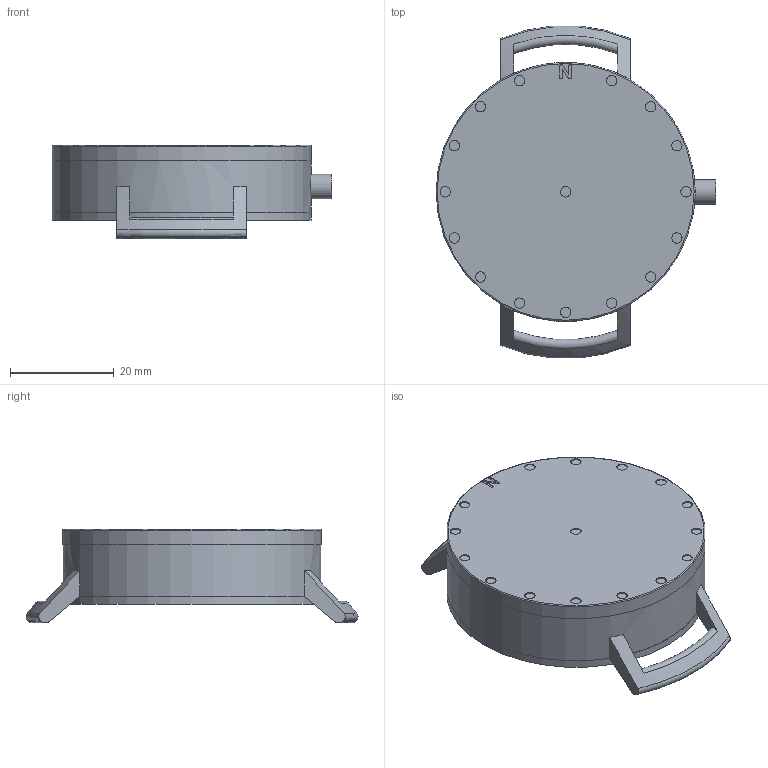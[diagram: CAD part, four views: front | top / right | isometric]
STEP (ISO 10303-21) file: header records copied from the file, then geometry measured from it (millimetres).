
FILE_DESCRIPTION(/* description */ (''),/* implementation_level */ '2;1');
FILE_NAME(/* name */ 'Ocean of Thoughts v9.step',/* time_stamp */ '2023-01-19T16:15:51+01:00',/* author */ (''),/* organization */ (''),/* preprocessor_version */ 'ST-DEVELOPER v19.2',/* originating_system */ 'Autodesk Translation Framework v11.17.0.187',/* authorisation */ '');
FILE_SCHEMA (('AUTOMOTIVE_DESIGN { 1 0 10303 214 3 1 1 }'));
Length unit declared in the file: millimetre
Products named in the file (7): Ocean of Thoughts; Enclosure Circular; Bottom Lid; Composant4; Case with arms; TOP COVER; Potentiometer Knob (1)
Assembly tree (6 placements, depth 4):
  Ocean of Thoughts
    Enclosure Circular
      Bottom Lid
        Composant4
      Case with arms
      TOP COVER
      Potentiometer Knob (1)
Bounding box: 54 x 64.1 x 18.12 mm (x, y, z)
Volume: 12405.7 mm3; surface area: 13746.2 mm2
Topology: 4 solids, 4 shells, 135 faces, 323 edges, 212 vertices
Faces by surface type: plane 60, cylinder 28, bspline 20, cone 18, torus 9
Full cylindrical faces by diameter (mm): 2 x16, 4.8 x1, 5 x1, 47 x1, 50 x3
Entity records: 4364 total; most frequent: CARTESIAN_POINT 1176, ORIENTED_EDGE 646, DIRECTION 586, EDGE_CURVE 323, AXIS2_PLACEMENT_3D 230, VERTEX_POINT 212, EDGE_LOOP 159, FACE_OUTER_BOUND 135
